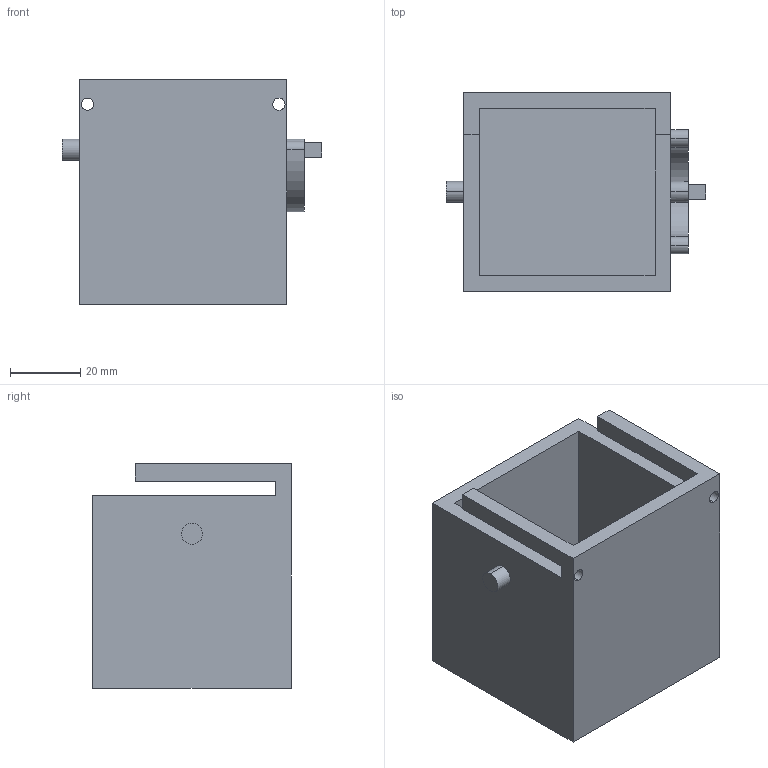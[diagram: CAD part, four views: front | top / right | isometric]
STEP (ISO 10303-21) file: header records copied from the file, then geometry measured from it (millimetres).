
FILE_DESCRIPTION (( 'STEP AP214' ), '1' );
FILE_NAME ('PTZ Holder.STEP', '2025-06-18T05:42:55', ( '' ), ( '' ), 'SwSTEP 2.0', 'SolidWorks 2024', '' );
FILE_SCHEMA (( 'AUTOMOTIVE_DESIGN' ));
Length unit declared in the file: millimetre
Products named in the file (1): PTZ Holder
Bounding box: 74 x 56.6 x 64 mm (x, y, z)
Volume: 65656.2 mm3; surface area: 33097.4 mm2
Topology: 1 solids, 1 shells, 43 faces, 106 edges, 68 vertices
Faces by surface type: plane 29, cylinder 14
Entity records: 1299 total; most frequent: DIRECTION 226, CARTESIAN_POINT 218, ORIENTED_EDGE 212, EDGE_CURVE 106, AXIS2_PLACEMENT_3D 76, VECTOR 74, LINE 74, VERTEX_POINT 68
